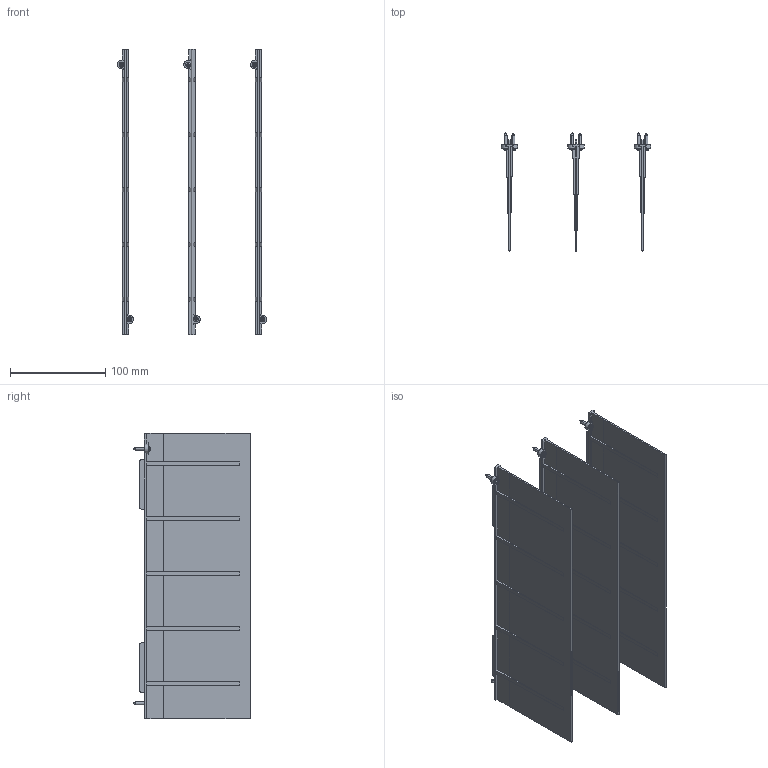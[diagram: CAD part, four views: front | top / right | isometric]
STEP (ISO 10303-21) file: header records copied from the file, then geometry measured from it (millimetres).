
FILE_DESCRIPTION((''),'2;1');
FILE_NAME('1SDH002065A1487_IGES','2019-07-16T',('ITSTCAR1'),(''),'CREO PARAMETRIC BY PTC INC, 2016050','CREO PARAMETRIC BY PTC INC, 2016050','');
FILE_SCHEMA(('AUTOMOTIVE_DESIGN { 1 0 10303 214 1 1 1 1 }'));
Length unit declared in the file: millimetre
Products named in the file (1): 1SDH002065A1487_IGES
Bounding box: 157 x 124 x 300 mm (x, y, z)
Volume: 210869.2 mm3; surface area: 226690.2 mm2
Topology: 3 solids, 3 shells, 420 faces, 1119 edges, 705 vertices
Faces by surface type: plane 327, cylinder 69, cone 12, sphere 12
Entity records: 16309 total; most frequent: CARTESIAN_POINT 2222, ORIENTED_EDGE 2190, DIRECTION 2172, EDGE_CURVE 1095, VECTOR 858, LINE 858, VERTEX_POINT 705, AXIS2_PLACEMENT_3D 657
